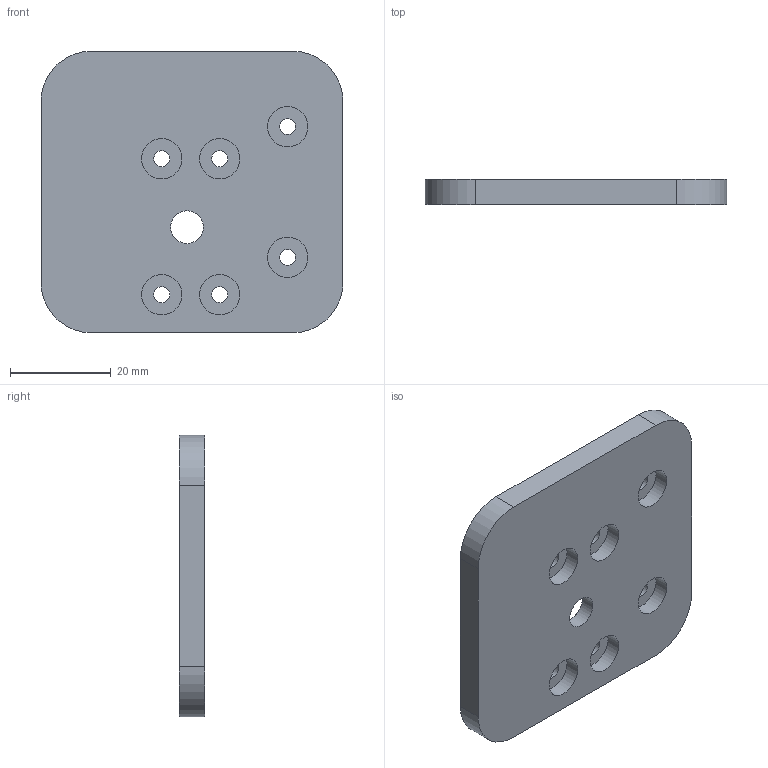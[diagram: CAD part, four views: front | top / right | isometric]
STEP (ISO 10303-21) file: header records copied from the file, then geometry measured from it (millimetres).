
FILE_DESCRIPTION(/* description */ (''),/* implementation_level */ '2;1');
FILE_NAME(/* name */ 'Akagachi1-A-CameraStand v3.step',/* time_stamp */ '2019-11-18T23:54:37+09:00',/* author */ (''),/* organization */ (''),/* preprocessor_version */ 'ST-DEVELOPER v18',/* originating_system */ 'Autodesk Translation Framework v8.12.0.6',/* authorisation */ '');
FILE_SCHEMA (('AUTOMOTIVE_DESIGN { 1 0 10303 214 3 1 1 }'));
Length unit declared in the file: millimetre
Products named in the file (1): Akagachi1-A-CameraStand
Bounding box: 60 x 5 x 56 mm (x, y, z)
Volume: 15020.5 mm3; surface area: 8177 mm2
Topology: 1 solids, 1 shells, 36 faces, 93 edges, 66 vertices
Faces by surface type: plane 19, cylinder 17
Full cylindrical faces by diameter (mm): 3.2 x6, 6.5 x1, 8 x6
Entity records: 1200 total; most frequent: DIRECTION 213, CARTESIAN_POINT 196, ORIENTED_EDGE 186, EDGE_CURVE 93, AXIS2_PLACEMENT_3D 83, VERTEX_POINT 66, EDGE_LOOP 57, LINE 47
